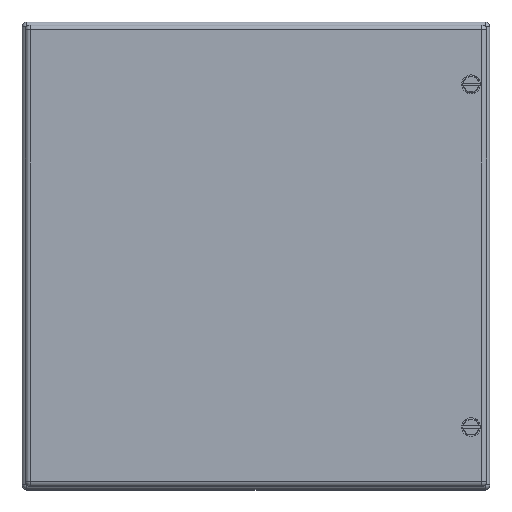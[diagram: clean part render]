
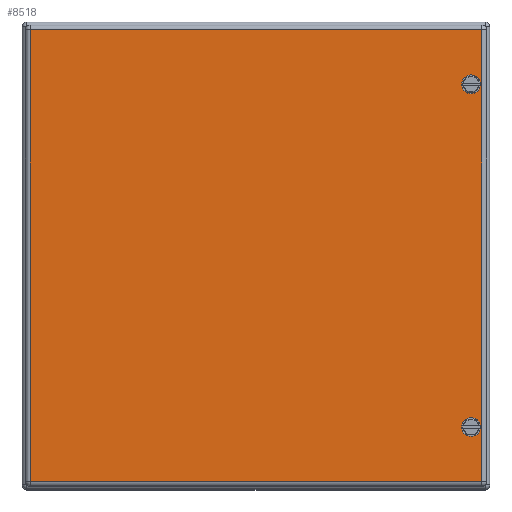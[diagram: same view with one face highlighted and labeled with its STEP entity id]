
A CAD part, top view. The second image highlights one B-rep face of the part: STEP entity #8518.
In plain terms, the highlighted planar face has unit normal (0, 0, 1).
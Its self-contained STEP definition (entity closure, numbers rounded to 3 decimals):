
#8460=AXIS2_PLACEMENT_3D('Plane Axis2P3D',#8457,#8458,#8459) ;
#8502=AXIS2_PLACEMENT_3D('Circle Axis2P3D',#8500,#8501,$) ;
#8511=AXIS2_PLACEMENT_3D('Circle Axis2P3D',#8509,#8510,$) ;
#8273=CARTESIAN_POINT('Vertex',(284.5,40.,200.)) ;
#8277=CARTESIAN_POINT('Control Point',(284.5,40.,200.)) ;
#8278=CARTESIAN_POINT('Control Point',(284.5,39.45,200.)) ;
#8279=CARTESIAN_POINT('Control Point',(284.608,38.9,200.)) ;
#8280=CARTESIAN_POINT('Control Point',(284.824,38.379,200.)) ;
#8281=CARTESIAN_POINT('Control Point',(285.449,37.449,200.)) ;
#8282=CARTESIAN_POINT('Control Point',(286.379,36.824,200.)) ;
#8283=CARTESIAN_POINT('Control Point',(286.9,36.608,200.)) ;
#8284=CARTESIAN_POINT('Control Point',(288.,36.392,200.)) ;
#8285=CARTESIAN_POINT('Control Point',(289.1,36.608,200.)) ;
#8286=CARTESIAN_POINT('Control Point',(289.621,36.824,200.)) ;
#8287=CARTESIAN_POINT('Control Point',(290.551,37.449,200.)) ;
#8288=CARTESIAN_POINT('Control Point',(291.176,38.379,200.)) ;
#8289=CARTESIAN_POINT('Control Point',(291.392,38.9,200.)) ;
#8290=CARTESIAN_POINT('Control Point',(291.5,39.45,200.)) ;
#8291=CARTESIAN_POINT('Control Point',(291.5,40.,200.)) ;
#8292=CARTESIAN_POINT('Vertex',(291.5,40.,200.)) ;
#8434=CARTESIAN_POINT('Control Point',(291.5,40.,200.)) ;
#8435=CARTESIAN_POINT('Control Point',(291.5,40.55,200.)) ;
#8436=CARTESIAN_POINT('Control Point',(291.392,41.1,200.)) ;
#8437=CARTESIAN_POINT('Control Point',(291.176,41.621,200.)) ;
#8438=CARTESIAN_POINT('Control Point',(290.551,42.551,200.)) ;
#8439=CARTESIAN_POINT('Control Point',(289.621,43.176,200.)) ;
#8440=CARTESIAN_POINT('Control Point',(289.1,43.392,200.)) ;
#8441=CARTESIAN_POINT('Control Point',(288.,43.608,200.)) ;
#8442=CARTESIAN_POINT('Control Point',(286.9,43.392,200.)) ;
#8443=CARTESIAN_POINT('Control Point',(286.379,43.176,200.)) ;
#8444=CARTESIAN_POINT('Control Point',(285.449,42.551,200.)) ;
#8445=CARTESIAN_POINT('Control Point',(284.824,41.621,200.)) ;
#8446=CARTESIAN_POINT('Control Point',(284.608,41.1,200.)) ;
#8447=CARTESIAN_POINT('Control Point',(284.5,40.55,200.)) ;
#8448=CARTESIAN_POINT('Control Point',(284.5,40.,200.)) ;
#8457=CARTESIAN_POINT('Axis2P3D Location',(150.,150.,200.)) ;
#8462=CARTESIAN_POINT('Line Origine',(295.,150.,200.)) ;
#8466=CARTESIAN_POINT('Vertex',(295.,5.,200.)) ;
#8468=CARTESIAN_POINT('Vertex',(295.,295.,200.)) ;
#8471=CARTESIAN_POINT('Line Origine',(150.,295.,200.)) ;
#8475=CARTESIAN_POINT('Vertex',(5.,295.,200.)) ;
#8478=CARTESIAN_POINT('Line Origine',(5.,150.,200.)) ;
#8482=CARTESIAN_POINT('Vertex',(5.,5.,200.)) ;
#8485=CARTESIAN_POINT('Line Origine',(150.,5.,200.)) ;
#8500=CARTESIAN_POINT('Axis2P3D Location',(288.,260.,200.)) ;
#8504=CARTESIAN_POINT('Vertex',(291.5,260.,200.)) ;
#8506=CARTESIAN_POINT('Vertex',(284.5,260.,200.)) ;
#8509=CARTESIAN_POINT('Axis2P3D Location',(288.,260.,200.)) ;
#8458=DIRECTION('Axis2P3D Direction',(0.,0.,1.)) ;
#8459=DIRECTION('Axis2P3D XDirection',(1.,0.,0.)) ;
#8463=DIRECTION('Vector Direction',(0.,1.,0.)) ;
#8472=DIRECTION('Vector Direction',(-1.,0.,0.)) ;
#8479=DIRECTION('Vector Direction',(0.,-1.,0.)) ;
#8486=DIRECTION('Vector Direction',(1.,0.,0.)) ;
#8501=DIRECTION('Axis2P3D Direction',(0.,0.,1.)) ;
#8510=DIRECTION('Axis2P3D Direction',(0.,0.,1.)) ;
#8464=VECTOR('Line Direction',#8463,1.) ;
#8473=VECTOR('Line Direction',#8472,1.) ;
#8480=VECTOR('Line Direction',#8479,1.) ;
#8487=VECTOR('Line Direction',#8486,1.) ;
#8491=ORIENTED_EDGE('',*,*,#8470,.T.) ;
#8492=ORIENTED_EDGE('',*,*,#8477,.T.) ;
#8493=ORIENTED_EDGE('',*,*,#8484,.T.) ;
#8494=ORIENTED_EDGE('',*,*,#8489,.T.) ;
#8497=ORIENTED_EDGE('',*,*,#8449,.F.) ;
#8498=ORIENTED_EDGE('',*,*,#8294,.F.) ;
#8515=ORIENTED_EDGE('',*,*,#8508,.F.) ;
#8516=ORIENTED_EDGE('',*,*,#8513,.F.) ;
#8499=FACE_BOUND('',#8496,.T.) ;
#8517=FACE_BOUND('',#8514,.T.) ;
#8518=ADVANCED_FACE('76192_ZUB_DE_HS_KEBI_300x300-1/76192_DE_HS_KEBI_300x300-1-solid1',(#8495,#8499,#8517),#8461,.T.) ;
#8276=B_SPLINE_CURVE_WITH_KNOTS('',5,(#8277,#8278,#8279,#8280,#8281,#8282,#8283,#8284,#8285,#8286,#8287,#8288,#8289,#8290,#8291),.UNSPECIFIED.,.F.,.U.,(6,3,3,3,6),(-5.498,-2.749,0.,2.749,5.498),.UNSPECIFIED.) ;
#8433=B_SPLINE_CURVE_WITH_KNOTS('',5,(#8434,#8435,#8436,#8437,#8438,#8439,#8440,#8441,#8442,#8443,#8444,#8445,#8446,#8447,#8448),.UNSPECIFIED.,.F.,.U.,(6,3,3,3,6),(-5.498,-2.749,0.,2.749,5.498),.UNSPECIFIED.) ;
#8503=CIRCLE('generated circle',#8502,3.5) ;
#8512=CIRCLE('generated circle',#8511,3.5) ;
#8294=EDGE_CURVE('',#8274,#8293,#8276,.T.) ;
#8449=EDGE_CURVE('',#8293,#8274,#8433,.T.) ;
#8470=EDGE_CURVE('',#8467,#8469,#8465,.T.) ;
#8477=EDGE_CURVE('',#8469,#8476,#8474,.T.) ;
#8484=EDGE_CURVE('',#8476,#8483,#8481,.T.) ;
#8489=EDGE_CURVE('',#8483,#8467,#8488,.T.) ;
#8508=EDGE_CURVE('',#8505,#8507,#8503,.T.) ;
#8513=EDGE_CURVE('',#8507,#8505,#8512,.T.) ;
#8490=EDGE_LOOP('',(#8491,#8492,#8493,#8494)) ;
#8496=EDGE_LOOP('',(#8497,#8498)) ;
#8514=EDGE_LOOP('',(#8515,#8516)) ;
#8495=FACE_OUTER_BOUND('',#8490,.T.) ;
#8465=LINE('Line',#8462,#8464) ;
#8474=LINE('Line',#8471,#8473) ;
#8481=LINE('Line',#8478,#8480) ;
#8488=LINE('Line',#8485,#8487) ;
#8461=PLANE('',#8460) ;
#8274=VERTEX_POINT('',#8273) ;
#8293=VERTEX_POINT('',#8292) ;
#8467=VERTEX_POINT('',#8466) ;
#8469=VERTEX_POINT('',#8468) ;
#8476=VERTEX_POINT('',#8475) ;
#8483=VERTEX_POINT('',#8482) ;
#8505=VERTEX_POINT('',#8504) ;
#8507=VERTEX_POINT('',#8506) ;
